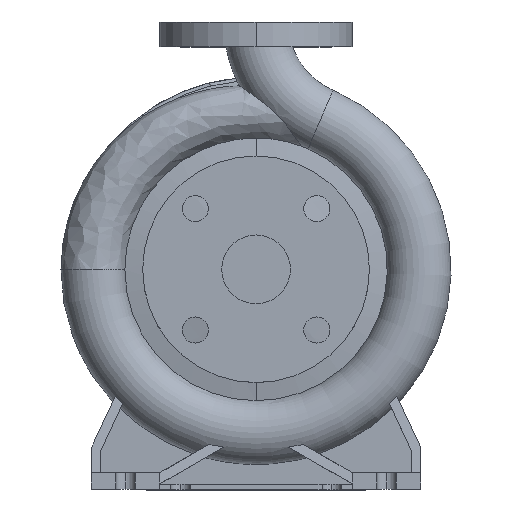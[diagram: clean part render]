
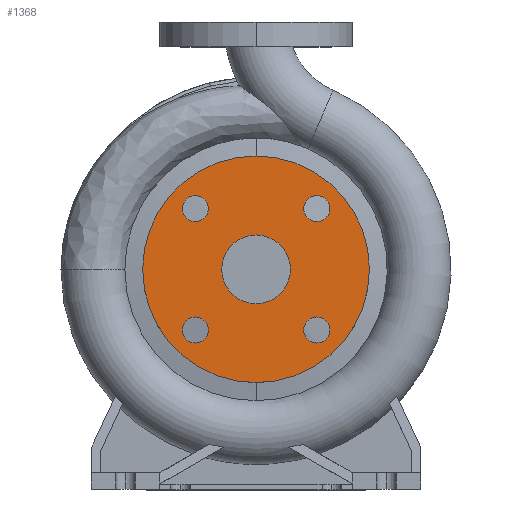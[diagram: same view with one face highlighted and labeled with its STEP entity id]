
A CAD part, top view. The second image highlights one B-rep face of the part: STEP entity #1368.
In plain terms, the highlighted planar face has unit normal (0, 0, 1).
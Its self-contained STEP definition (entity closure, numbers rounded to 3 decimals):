
#5 = DIRECTION ( 'NONE',  ( 0., 0., 1. ) ) ;
#13 = CARTESIAN_POINT ( 'NONE',  ( 0., 0., 80. ) ) ;
#119 = AXIS2_PLACEMENT_3D ( 'NONE', #2984, #4843, #640 ) ;
#193 = CIRCLE ( 'NONE', #4015, 9.5 ) ;
#265 = DIRECTION ( 'NONE',  ( 0., 0., 1. ) ) ;
#353 = DIRECTION ( 'NONE',  ( 0., -1., 0. ) ) ;
#410 = EDGE_LOOP ( 'NONE', ( #5414, #4791 ) ) ;
#512 = CARTESIAN_POINT ( 'NONE',  ( 0., 25., 80. ) ) ;
#578 = ORIENTED_EDGE ( 'NONE', *, *, #2895, .F. ) ;
#640 = DIRECTION ( 'NONE',  ( 0., -1., 0. ) ) ;
#719 = VERTEX_POINT ( 'NONE', #1167 ) ;
#765 = FACE_BOUND ( 'NONE', #3032, .T. ) ;
#778 = VERTEX_POINT ( 'NONE', #815 ) ;
#815 = CARTESIAN_POINT ( 'NONE',  ( 0., -25., 80. ) ) ;
#825 = DIRECTION ( 'NONE',  ( 0., 1., 0. ) ) ;
#872 = AXIS2_PLACEMENT_3D ( 'NONE', #5970, #1652, #825 ) ;
#899 = DIRECTION ( 'NONE',  ( 0., -1., 0. ) ) ;
#969 = CIRCLE ( 'NONE', #4513, 9.5 ) ;
#1013 = CARTESIAN_POINT ( 'NONE',  ( 44.194, -44.194, 80. ) ) ;
#1119 = EDGE_CURVE ( 'NONE', #1223, #5899, #193, .T. ) ;
#1167 = CARTESIAN_POINT ( 'NONE',  ( 0., -82.5, 80. ) ) ;
#1202 = AXIS2_PLACEMENT_3D ( 'NONE', #4250, #3693, #899 ) ;
#1215 = CARTESIAN_POINT ( 'NONE',  ( 0., 0., 80. ) ) ;
#1223 = VERTEX_POINT ( 'NONE', #3287 ) ;
#1311 = ORIENTED_EDGE ( 'NONE', *, *, #5399, .T. ) ;
#1368 = ADVANCED_FACE ( 'NONE', ( #4546, #5995, #765, #1746, #3081, #2688 ), #2227, .F. ) ;
#1387 = DIRECTION ( 'NONE',  ( 0., -1., 0. ) ) ;
#1562 = EDGE_CURVE ( 'NONE', #5899, #1223, #969, .T. ) ;
#1574 = CIRCLE ( 'NONE', #5404, 9.5 ) ;
#1652 = DIRECTION ( 'NONE',  ( 0., 0., -1. ) ) ;
#1746 = FACE_OUTER_BOUND ( 'NONE', #4719, .T. ) ;
#1768 = VERTEX_POINT ( 'NONE', #4679 ) ;
#1819 = EDGE_CURVE ( 'NONE', #778, #2041, #4608, .T. ) ;
#1820 = ORIENTED_EDGE ( 'NONE', *, *, #2168, .F. ) ;
#1896 = EDGE_CURVE ( 'NONE', #3861, #3823, #2178, .T. ) ;
#1909 = DIRECTION ( 'NONE',  ( 0., 0., 1. ) ) ;
#2041 = VERTEX_POINT ( 'NONE', #512 ) ;
#2062 = EDGE_CURVE ( 'NONE', #4486, #5193, #1574, .T. ) ;
#2123 = DIRECTION ( 'NONE',  ( 0., 0., 1. ) ) ;
#2168 = EDGE_CURVE ( 'NONE', #2460, #2581, #4903, .T. ) ;
#2178 = CIRCLE ( 'NONE', #4706, 9.5 ) ;
#2227 = PLANE ( 'NONE',  #872 ) ;
#2230 = ORIENTED_EDGE ( 'NONE', *, *, #2296, .T. ) ;
#2296 = EDGE_CURVE ( 'NONE', #719, #1768, #4127, .T. ) ;
#2381 = CARTESIAN_POINT ( 'NONE',  ( -44.194, 44.194, 80. ) ) ;
#2393 = ORIENTED_EDGE ( 'NONE', *, *, #1562, .F. ) ;
#2460 = VERTEX_POINT ( 'NONE', #4439 ) ;
#2563 = CARTESIAN_POINT ( 'NONE',  ( -44.194, -53.694, 80. ) ) ;
#2581 = VERTEX_POINT ( 'NONE', #3505 ) ;
#2600 = CARTESIAN_POINT ( 'NONE',  ( 44.194, 44.194, 80. ) ) ;
#2613 = CARTESIAN_POINT ( 'NONE',  ( 44.194, 44.194, 80. ) ) ;
#2688 = FACE_BOUND ( 'NONE', #2880, .T. ) ;
#2704 = DIRECTION ( 'NONE',  ( 0., 0., 1. ) ) ;
#2709 = CARTESIAN_POINT ( 'NONE',  ( -44.194, -34.694, 80. ) ) ;
#2732 = DIRECTION ( 'NONE',  ( 0., 0., 1. ) ) ;
#2738 = DIRECTION ( 'NONE',  ( 0., 0., 1. ) ) ;
#2763 = CARTESIAN_POINT ( 'NONE',  ( 0., 0., 80. ) ) ;
#2794 = CARTESIAN_POINT ( 'NONE',  ( -44.194, 44.194, 80. ) ) ;
#2880 = EDGE_LOOP ( 'NONE', ( #5690, #2393 ) ) ;
#2895 = EDGE_CURVE ( 'NONE', #5193, #4486, #5609, .T. ) ;
#2896 = DIRECTION ( 'NONE',  ( 0., -1., 0. ) ) ;
#2984 = CARTESIAN_POINT ( 'NONE',  ( -44.194, -44.194, 80. ) ) ;
#3032 = EDGE_LOOP ( 'NONE', ( #3853, #5059 ) ) ;
#3081 = FACE_BOUND ( 'NONE', #3423, .T. ) ;
#3083 = DIRECTION ( 'NONE',  ( 0., 0., 1. ) ) ;
#3239 = AXIS2_PLACEMENT_3D ( 'NONE', #2763, #3729, #3304 ) ;
#3286 = CARTESIAN_POINT ( 'NONE',  ( -44.194, 34.694, 80. ) ) ;
#3287 = CARTESIAN_POINT ( 'NONE',  ( 44.194, -53.694, 80. ) ) ;
#3304 = DIRECTION ( 'NONE',  ( 0., -1., 0. ) ) ;
#3423 = EDGE_LOOP ( 'NONE', ( #1820, #5442 ) ) ;
#3505 = CARTESIAN_POINT ( 'NONE',  ( 34.694, 44.194, 80. ) ) ;
#3542 = DIRECTION ( 'NONE',  ( 0., -1., 0. ) ) ;
#3693 = DIRECTION ( 'NONE',  ( 0., 0., 1. ) ) ;
#3729 = DIRECTION ( 'NONE',  ( 0., 0., 1. ) ) ;
#3823 = VERTEX_POINT ( 'NONE', #3286 ) ;
#3853 = ORIENTED_EDGE ( 'NONE', *, *, #1819, .F. ) ;
#3861 = VERTEX_POINT ( 'NONE', #5219 ) ;
#3862 = DIRECTION ( 'NONE',  ( 0., 0., 1. ) ) ;
#4004 = DIRECTION ( 'NONE',  ( 1., 0., 0. ) ) ;
#4015 = AXIS2_PLACEMENT_3D ( 'NONE', #1013, #1909, #4176 ) ;
#4127 = CIRCLE ( 'NONE', #5507, 82.5 ) ;
#4176 = DIRECTION ( 'NONE',  ( 0., -1., 0. ) ) ;
#4239 = AXIS2_PLACEMENT_3D ( 'NONE', #2600, #3083, #4849 ) ;
#4250 = CARTESIAN_POINT ( 'NONE',  ( 0., 0., 80. ) ) ;
#4421 = AXIS2_PLACEMENT_3D ( 'NONE', #2613, #265, #4004 ) ;
#4439 = CARTESIAN_POINT ( 'NONE',  ( 53.694, 44.194, 80. ) ) ;
#4486 = VERTEX_POINT ( 'NONE', #2709 ) ;
#4513 = AXIS2_PLACEMENT_3D ( 'NONE', #4842, #3862, #2896 ) ;
#4534 = DIRECTION ( 'NONE',  ( 0., -1., 0. ) ) ;
#4546 = FACE_BOUND ( 'NONE', #5157, .T. ) ;
#4608 = CIRCLE ( 'NONE', #3239, 25. ) ;
#4679 = CARTESIAN_POINT ( 'NONE',  ( 0., 82.5, 80. ) ) ;
#4706 = AXIS2_PLACEMENT_3D ( 'NONE', #2794, #2738, #5204 ) ;
#4719 = EDGE_LOOP ( 'NONE', ( #2230, #1311 ) ) ;
#4791 = ORIENTED_EDGE ( 'NONE', *, *, #1896, .F. ) ;
#4842 = CARTESIAN_POINT ( 'NONE',  ( 44.194, -44.194, 80. ) ) ;
#4843 = DIRECTION ( 'NONE',  ( 0., 0., 1. ) ) ;
#4849 = DIRECTION ( 'NONE',  ( 1., 0., 0. ) ) ;
#4903 = CIRCLE ( 'NONE', #4421, 9.5 ) ;
#4920 = CIRCLE ( 'NONE', #5618, 82.5 ) ;
#5027 = CIRCLE ( 'NONE', #5726, 9.5 ) ;
#5059 = ORIENTED_EDGE ( 'NONE', *, *, #5476, .F. ) ;
#5115 = CIRCLE ( 'NONE', #1202, 25. ) ;
#5157 = EDGE_LOOP ( 'NONE', ( #578, #5662 ) ) ;
#5193 = VERTEX_POINT ( 'NONE', #2563 ) ;
#5204 = DIRECTION ( 'NONE',  ( 0., -1., 0. ) ) ;
#5219 = CARTESIAN_POINT ( 'NONE',  ( -44.194, 53.694, 80. ) ) ;
#5365 = EDGE_CURVE ( 'NONE', #2581, #2460, #5820, .T. ) ;
#5399 = EDGE_CURVE ( 'NONE', #1768, #719, #4920, .T. ) ;
#5404 = AXIS2_PLACEMENT_3D ( 'NONE', #5864, #2123, #3542 ) ;
#5414 = ORIENTED_EDGE ( 'NONE', *, *, #5941, .F. ) ;
#5442 = ORIENTED_EDGE ( 'NONE', *, *, #5365, .F. ) ;
#5476 = EDGE_CURVE ( 'NONE', #2041, #778, #5115, .T. ) ;
#5507 = AXIS2_PLACEMENT_3D ( 'NONE', #13, #2704, #353 ) ;
#5600 = CARTESIAN_POINT ( 'NONE',  ( 44.194, -34.694, 80. ) ) ;
#5609 = CIRCLE ( 'NONE', #119, 9.5 ) ;
#5618 = AXIS2_PLACEMENT_3D ( 'NONE', #1215, #2732, #4534 ) ;
#5662 = ORIENTED_EDGE ( 'NONE', *, *, #2062, .F. ) ;
#5690 = ORIENTED_EDGE ( 'NONE', *, *, #1119, .F. ) ;
#5726 = AXIS2_PLACEMENT_3D ( 'NONE', #2381, #5, #1387 ) ;
#5820 = CIRCLE ( 'NONE', #4239, 9.5 ) ;
#5864 = CARTESIAN_POINT ( 'NONE',  ( -44.194, -44.194, 80. ) ) ;
#5899 = VERTEX_POINT ( 'NONE', #5600 ) ;
#5941 = EDGE_CURVE ( 'NONE', #3823, #3861, #5027, .T. ) ;
#5970 = CARTESIAN_POINT ( 'NONE',  ( 0., 82.5, 80. ) ) ;
#5995 = FACE_BOUND ( 'NONE', #410, .T. ) ;
